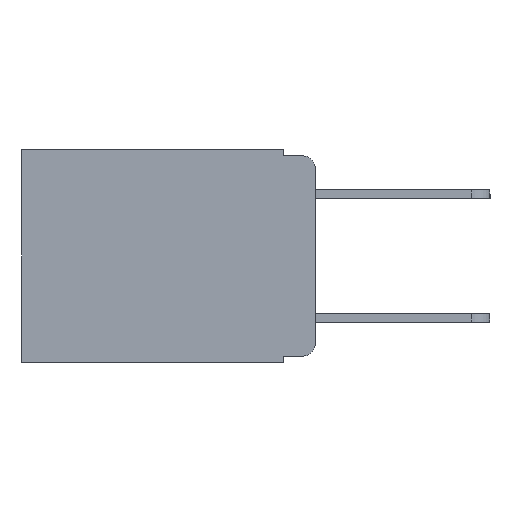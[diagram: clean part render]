
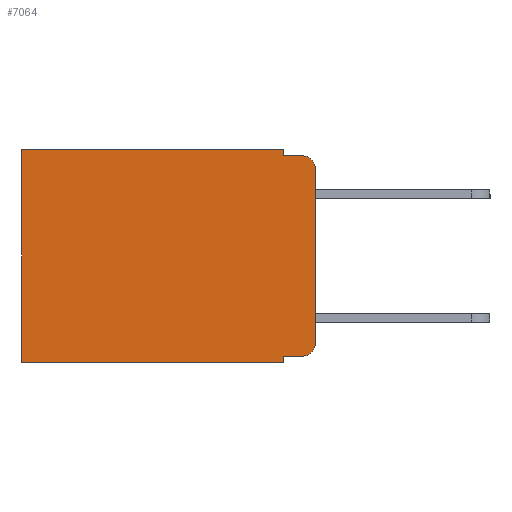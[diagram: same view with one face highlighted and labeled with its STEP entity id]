
A CAD part, left-side view. The second image highlights one B-rep face of the part: STEP entity #7064.
In plain terms, the highlighted planar face has unit normal (-1, 0, 0).
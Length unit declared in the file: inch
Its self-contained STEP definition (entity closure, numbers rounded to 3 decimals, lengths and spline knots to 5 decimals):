
#216 = CARTESIAN_POINT ( 'NONE',  ( 0.298, 0.051, 0. ) ) ;
#249 = ORIENTED_EDGE ( 'NONE', *, *, #3143, .F. ) ;
#609 = PLANE ( 'NONE',  #5661 ) ;
#685 = VERTEX_POINT ( 'NONE', #5900 ) ;
#880 = LINE ( 'NONE', #1961, #8152 ) ;
#904 = DIRECTION ( 'NONE',  ( 0., 1., 0. ) ) ;
#969 = ORIENTED_EDGE ( 'NONE', *, *, #7397, .T. ) ;
#999 = VERTEX_POINT ( 'NONE', #4099 ) ;
#1157 = ORIENTED_EDGE ( 'NONE', *, *, #11053, .T. ) ;
#1180 = ORIENTED_EDGE ( 'NONE', *, *, #3342, .F. ) ;
#1223 = ORIENTED_EDGE ( 'NONE', *, *, #2184, .T. ) ;
#1279 = LINE ( 'NONE', #6336, #8475 ) ;
#1644 = CARTESIAN_POINT ( 'NONE',  ( 0.298, 0., 0. ) ) ;
#1867 = CARTESIAN_POINT ( 'NONE',  ( 0.298, 0.051, -0.01 ) ) ;
#1961 = CARTESIAN_POINT ( 'NONE',  ( 0.298, 0.051, -0.01 ) ) ;
#2184 = EDGE_CURVE ( 'NONE', #10109, #10312, #6659, .T. ) ;
#2435 = CARTESIAN_POINT ( 'NONE',  ( 0.298, 0., -0.03 ) ) ;
#2573 = ORIENTED_EDGE ( 'NONE', *, *, #9417, .F. ) ;
#2677 = CARTESIAN_POINT ( 'NONE',  ( 0.298, 0., 0. ) ) ;
#2678 = ORIENTED_EDGE ( 'NONE', *, *, #5724, .F. ) ;
#3004 = FACE_OUTER_BOUND ( 'NONE', #7657, .T. ) ;
#3090 = DIRECTION ( 'NONE',  ( 0., -1., 0. ) ) ;
#3143 = EDGE_CURVE ( 'NONE', #10148, #6439, #10591, .T. ) ;
#3230 = DIRECTION ( 'NONE',  ( 0., 0., -1. ) ) ;
#3239 = DIRECTION ( 'NONE',  ( 0., 0., -1. ) ) ;
#3342 = EDGE_CURVE ( 'NONE', #999, #10148, #8685, .T. ) ;
#3346 = VERTEX_POINT ( 'NONE', #9287 ) ;
#3415 = CARTESIAN_POINT ( 'NONE',  ( 0.298, 0.473, -0.343 ) ) ;
#3541 = VECTOR ( 'NONE', #10940, 39.37008 ) ;
#3569 = ORIENTED_EDGE ( 'NONE', *, *, #9157, .F. ) ;
#4099 = CARTESIAN_POINT ( 'NONE',  ( 0.298, 0.051, -0.333 ) ) ;
#4115 = VECTOR ( 'NONE', #3230, 39.37008 ) ;
#4337 = VERTEX_POINT ( 'NONE', #5965 ) ;
#4424 = VECTOR ( 'NONE', #904, 39.37008 ) ;
#4744 = CARTESIAN_POINT ( 'NONE',  ( 0.298, 0.051, 0. ) ) ;
#4866 = ORIENTED_EDGE ( 'NONE', *, *, #8224, .T. ) ;
#5661 = AXIS2_PLACEMENT_3D ( 'NONE', #6171, #10546, #10488 ) ;
#5724 = EDGE_CURVE ( 'NONE', #7847, #3346, #9760, .T. ) ;
#5900 = CARTESIAN_POINT ( 'NONE',  ( 0.298, 0.02, -0.01 ) ) ;
#5965 = CARTESIAN_POINT ( 'NONE',  ( 0.298, 0.02, -0.333 ) ) ;
#6171 = CARTESIAN_POINT ( 'NONE',  ( 0.298, 0., 0. ) ) ;
#6258 = CARTESIAN_POINT ( 'NONE',  ( 0.298, 0.051, -0.343 ) ) ;
#6269 = VECTOR ( 'NONE', #3090, 39.37008 ) ;
#6336 = CARTESIAN_POINT ( 'NONE',  ( 0.298, 0.473, 0. ) ) ;
#6373 = CARTESIAN_POINT ( 'NONE',  ( 0.298, 0., -0.343 ) ) ;
#6439 = VERTEX_POINT ( 'NONE', #3415 ) ;
#6469 = EDGE_CURVE ( 'NONE', #4337, #3346, #9969, .T. ) ;
#6535 = LINE ( 'NONE', #10684, #6269 ) ;
#6659 = LINE ( 'NONE', #1644, #4424 ) ;
#7064 = ADVANCED_FACE ( 'NONE', ( #3004 ), #609, .F. ) ;
#7397 = EDGE_CURVE ( 'NONE', #10312, #6439, #1279, .T. ) ;
#7503 = VECTOR ( 'NONE', #3239, 39.37008 ) ;
#7657 = EDGE_LOOP ( 'NONE', ( #2678, #1157, #2573, #3569, #1223, #969, #249, #1180, #4866, #8870 ) ) ;
#7847 = VERTEX_POINT ( 'NONE', #2435 ) ;
#7988 = CARTESIAN_POINT ( 'NONE',  ( 0.298, 0.473, 0. ) ) ;
#8152 = VECTOR ( 'NONE', #9566, 39.37008 ) ;
#8224 = EDGE_CURVE ( 'NONE', #999, #4337, #6535, .T. ) ;
#8475 = VECTOR ( 'NONE', #10090, 39.37008 ) ;
#8685 = LINE ( 'NONE', #216, #4115 ) ;
#8701 = CARTESIAN_POINT ( 'NONE',  ( 0.298, 0.051, 0. ) ) ;
#8870 = ORIENTED_EDGE ( 'NONE', *, *, #6469, .T. ) ;
#8912 = CIRCLE ( 'NONE', #9964, 0.02 ) ;
#9157 = EDGE_CURVE ( 'NONE', #10109, #9892, #10267, .T. ) ;
#9287 = CARTESIAN_POINT ( 'NONE',  ( 0.298, 0., -0.313 ) ) ;
#9363 = AXIS2_PLACEMENT_3D ( 'NONE', #10188, #10092, #10158 ) ;
#9417 = EDGE_CURVE ( 'NONE', #9892, #685, #880, .T. ) ;
#9566 = DIRECTION ( 'NONE',  ( 0., -1., 0. ) ) ;
#9672 = DIRECTION ( 'NONE',  ( 0., 1., 0. ) ) ;
#9760 = LINE ( 'NONE', #2677, #7503 ) ;
#9892 = VERTEX_POINT ( 'NONE', #1867 ) ;
#9964 = AXIS2_PLACEMENT_3D ( 'NONE', #10532, #10524, #10517 ) ;
#9969 = CIRCLE ( 'NONE', #9363, 0.02 ) ;
#10090 = DIRECTION ( 'NONE',  ( 0., 0., -1. ) ) ;
#10092 = DIRECTION ( 'NONE',  ( -1., 0., 0. ) ) ;
#10109 = VERTEX_POINT ( 'NONE', #8701 ) ;
#10148 = VERTEX_POINT ( 'NONE', #6258 ) ;
#10158 = DIRECTION ( 'NONE',  ( 0., 0., -1. ) ) ;
#10188 = CARTESIAN_POINT ( 'NONE',  ( 0.298, 0.02, -0.313 ) ) ;
#10267 = LINE ( 'NONE', #4744, #3541 ) ;
#10312 = VERTEX_POINT ( 'NONE', #7988 ) ;
#10372 = VECTOR ( 'NONE', #9672, 39.37008 ) ;
#10488 = DIRECTION ( 'NONE',  ( 0., 0., -1. ) ) ;
#10517 = DIRECTION ( 'NONE',  ( 0., 0., -1. ) ) ;
#10524 = DIRECTION ( 'NONE',  ( -1., 0., 0. ) ) ;
#10532 = CARTESIAN_POINT ( 'NONE',  ( 0.298, 0.02, -0.03 ) ) ;
#10546 = DIRECTION ( 'NONE',  ( 1., 0., 0. ) ) ;
#10591 = LINE ( 'NONE', #6373, #10372 ) ;
#10684 = CARTESIAN_POINT ( 'NONE',  ( 0.298, 0.051, -0.333 ) ) ;
#10940 = DIRECTION ( 'NONE',  ( 0., 0., -1. ) ) ;
#11053 = EDGE_CURVE ( 'NONE', #7847, #685, #8912, .T. ) ;
